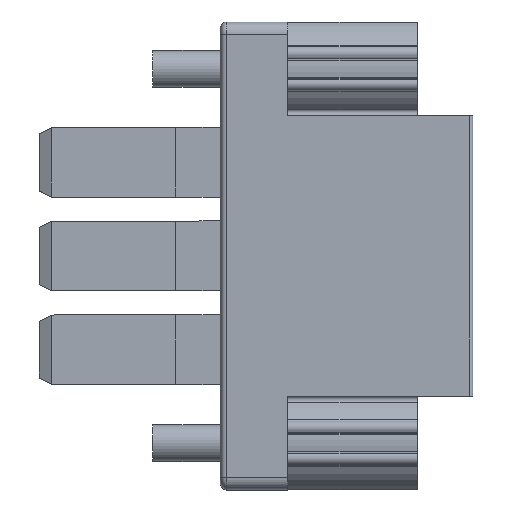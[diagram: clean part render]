
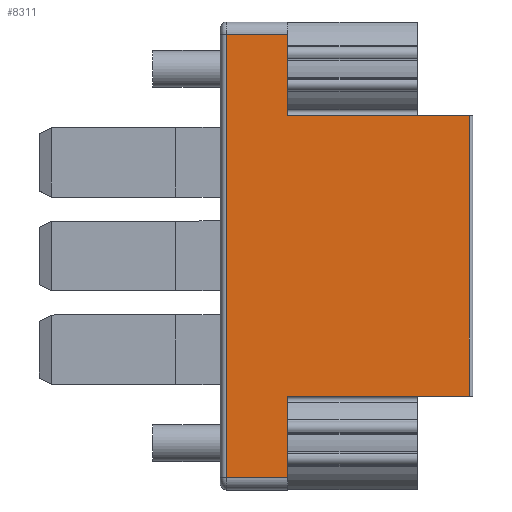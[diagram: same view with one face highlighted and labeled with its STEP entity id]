
A CAD part, top view. The second image highlights one B-rep face of the part: STEP entity #8311.
In plain terms, the highlighted planar face has unit normal (0, 0, 1).
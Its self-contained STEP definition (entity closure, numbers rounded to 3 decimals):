
#13=DIRECTION('',(1.,0.,0.));
#14=VECTOR('',#13,14.75);
#15=CARTESIAN_POINT('',(2.834,0.,9.079));
#16=LINE('',#15,#14);
#1239=DIRECTION('',(-1.,0.,0.));
#1240=VECTOR('',#1239,14.75);
#1241=CARTESIAN_POINT('',(17.584,22.81,9.079));
#1242=LINE('',#1241,#1240);
#1423=DIRECTION('',(0.,1.,0.));
#1424=VECTOR('',#1423,36.05);
#1425=CARTESIAN_POINT('',(-2.166,-6.62,
9.079));
#1426=LINE('',#1425,#1424);
#1427=DIRECTION('',(-1.,0.,0.));
#1428=VECTOR('',#1427,5.);
#1429=CARTESIAN_POINT('',(2.834,29.43,9.079));
#1430=LINE('',#1429,#1428);
#1431=DIRECTION('',(0.,-1.,0.));
#1432=VECTOR('',#1431,6.62);
#1433=CARTESIAN_POINT('',(2.834,29.43,9.079));
#1434=LINE('',#1433,#1432);
#1435=DIRECTION('',(0.,1.,0.));
#1436=VECTOR('',#1435,6.62);
#1437=CARTESIAN_POINT('',(2.834,-6.62,9.079));
#1438=LINE('',#1437,#1436);
#1439=DIRECTION('',(-1.,0.,0.));
#1440=VECTOR('',#1439,5.);
#1441=CARTESIAN_POINT('',(2.834,-6.62,9.079));
#1442=LINE('',#1441,#1440);
#2075=DIRECTION('',(0.,1.,0.));
#2076=VECTOR('',#2075,22.81);
#2077=CARTESIAN_POINT('',(17.584,0.,9.079));
#2078=LINE('',#2077,#2076);
#5180=CARTESIAN_POINT('',(17.584,0.,9.079));
#5181=VERTEX_POINT('',#5180);
#5200=CARTESIAN_POINT('',(17.584,22.81,9.079));
#5201=VERTEX_POINT('',#5200);
#5998=CARTESIAN_POINT('',(2.834,29.43,9.079));
#5999=CARTESIAN_POINT('',(2.834,22.81,9.079));
#6000=VERTEX_POINT('',#5998);
#6001=VERTEX_POINT('',#5999);
#6168=CARTESIAN_POINT('',(2.834,0.,9.079));
#6169=VERTEX_POINT('',#6168);
#6294=CARTESIAN_POINT('',(2.834,-6.62,9.079));
#6295=VERTEX_POINT('',#6294);
#6555=CARTESIAN_POINT('',(-2.166,-6.62,
9.079));
#6556=VERTEX_POINT('',#6555);
#6559=CARTESIAN_POINT('',(-2.166,29.43,9.079));
#6560=VERTEX_POINT('',#6559);
#8292=CARTESIAN_POINT('',(-2.166,0.,9.079));
#8293=DIRECTION('',(0.,0.,1.));
#8294=DIRECTION('',(1.,0.,0.));
#8295=AXIS2_PLACEMENT_3D('',#8292,#8293,#8294);
#8296=PLANE('',#8295);
#8298=ORIENTED_EDGE('',*,*,#8297,.T.);
#8299=ORIENTED_EDGE('',*,*,#8287,.F.);
#8300=ORIENTED_EDGE('',*,*,#7938,.T.);
#8301=ORIENTED_EDGE('',*,*,#8004,.F.);
#8303=ORIENTED_EDGE('',*,*,#8302,.F.);
#8304=ORIENTED_EDGE('',*,*,#6596,.F.);
#8306=ORIENTED_EDGE('',*,*,#8305,.F.);
#8308=ORIENTED_EDGE('',*,*,#8307,.T.);
#8309=EDGE_LOOP('',(#8298,#8299,#8300,#8301,#8303,#8304,#8306,#8308));
#8310=FACE_OUTER_BOUND('',#8309,.F.);
#8311=ADVANCED_FACE('',(#8310),#8296,.T.);
#6596=EDGE_CURVE('',#6169,#5181,#16,.T.);
#7938=EDGE_CURVE('',#6000,#6001,#1434,.T.);
#8004=EDGE_CURVE('',#5201,#6001,#1242,.T.);
#8287=EDGE_CURVE('',#6000,#6560,#1430,.T.);
#8297=EDGE_CURVE('',#6556,#6560,#1426,.T.);
#8302=EDGE_CURVE('',#5181,#5201,#2078,.T.);
#8305=EDGE_CURVE('',#6295,#6169,#1438,.T.);
#8307=EDGE_CURVE('',#6295,#6556,#1442,.T.);
